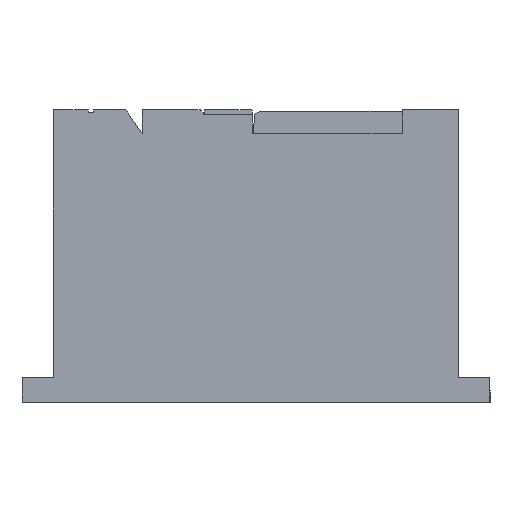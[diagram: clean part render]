
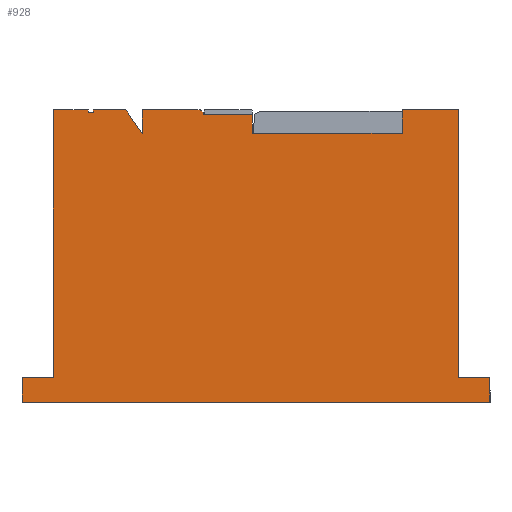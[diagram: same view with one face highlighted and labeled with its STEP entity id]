
A CAD part, left-side view. The second image highlights one B-rep face of the part: STEP entity #928.
In plain terms, the highlighted planar face has unit normal (-1, 0, 0).
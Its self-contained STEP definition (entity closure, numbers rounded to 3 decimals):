
#94=FACE_OUTER_BOUND('',#156,.T.);
#156=EDGE_LOOP('',(#795,#796,#797,#798,#799,#800,#801,#802,#803,#804,#805,
#806,#807,#808,#809,#810,#811,#812,#813,#814,#815,#816,#817,#818,#819,#820,
#821));
#163=VERTEX_POINT('',#16820);
#164=VERTEX_POINT('',#16822);
#168=VERTEX_POINT('',#16831);
#169=VERTEX_POINT('',#16833);
#184=VERTEX_POINT('',#16865);
#185=VERTEX_POINT('',#16867);
#191=VERTEX_POINT('',#16889);
#206=VERTEX_POINT('',#16939);
#207=VERTEX_POINT('',#16941);
#209=VERTEX_POINT('',#16947);
#211=VERTEX_POINT('',#16953);
#213=VERTEX_POINT('',#16959);
#215=VERTEX_POINT('',#16965);
#218=VERTEX_POINT('',#16977);
#219=VERTEX_POINT('',#16981);
#222=VERTEX_POINT('',#16989);
#224=VERTEX_POINT('',#16995);
#226=VERTEX_POINT('',#17001);
#228=VERTEX_POINT('',#17007);
#230=VERTEX_POINT('',#17013);
#232=VERTEX_POINT('',#17019);
#234=VERTEX_POINT('',#17025);
#239=VERTEX_POINT('',#17050);
#257=VERTEX_POINT('',#17094);
#259=VERTEX_POINT('',#17102);
#260=VERTEX_POINT('',#17106);
#269=VERTEX_POINT('',#17128);
#283=EDGE_CURVE('',#164,#163,#6589,.T.);
#288=EDGE_CURVE('',#169,#168,#6594,.T.);
#304=EDGE_CURVE('',#185,#184,#6606,.T.);
#316=EDGE_CURVE('',#184,#191,#6616,.T.);
#337=EDGE_CURVE('',#168,#164,#6632,.T.);
#342=EDGE_CURVE('',#207,#206,#6636,.T.);
#346=EDGE_CURVE('',#206,#209,#6640,.T.);
#349=EDGE_CURVE('',#209,#211,#6643,.T.);
#352=EDGE_CURVE('',#211,#213,#6646,.T.);
#355=EDGE_CURVE('',#213,#215,#6649,.T.);
#356=EDGE_CURVE('',#215,#185,#6650,.T.);
#361=EDGE_CURVE('',#218,#207,#6655,.T.);
#363=EDGE_CURVE('',#219,#218,#6657,.T.);
#367=EDGE_CURVE('',#222,#219,#6661,.T.);
#370=EDGE_CURVE('',#224,#222,#1068,.T.);
#373=EDGE_CURVE('',#226,#224,#6665,.T.);
#376=EDGE_CURVE('',#228,#226,#6668,.T.);
#379=EDGE_CURVE('',#230,#228,#1070,.T.);
#382=EDGE_CURVE('',#232,#230,#6672,.T.);
#385=EDGE_CURVE('',#234,#232,#1072,.T.);
#390=EDGE_CURVE('',#163,#234,#6678,.T.);
#398=EDGE_CURVE('',#239,#169,#6684,.T.);
#421=EDGE_CURVE('',#191,#257,#6702,.T.);
#424=EDGE_CURVE('',#259,#239,#6705,.T.);
#426=EDGE_CURVE('',#260,#259,#6707,.T.);
#438=EDGE_CURVE('',#257,#269,#6719,.T.);
#456=EDGE_CURVE('',#269,#260,#6733,.T.);
#795=ORIENTED_EDGE('',*,*,#421,.T.);
#796=ORIENTED_EDGE('',*,*,#438,.T.);
#797=ORIENTED_EDGE('',*,*,#456,.T.);
#798=ORIENTED_EDGE('',*,*,#426,.T.);
#799=ORIENTED_EDGE('',*,*,#424,.T.);
#800=ORIENTED_EDGE('',*,*,#398,.T.);
#801=ORIENTED_EDGE('',*,*,#288,.T.);
#802=ORIENTED_EDGE('',*,*,#337,.T.);
#803=ORIENTED_EDGE('',*,*,#283,.T.);
#804=ORIENTED_EDGE('',*,*,#390,.T.);
#805=ORIENTED_EDGE('',*,*,#385,.T.);
#806=ORIENTED_EDGE('',*,*,#382,.T.);
#807=ORIENTED_EDGE('',*,*,#379,.T.);
#808=ORIENTED_EDGE('',*,*,#376,.T.);
#809=ORIENTED_EDGE('',*,*,#373,.T.);
#810=ORIENTED_EDGE('',*,*,#370,.T.);
#811=ORIENTED_EDGE('',*,*,#367,.T.);
#812=ORIENTED_EDGE('',*,*,#363,.T.);
#813=ORIENTED_EDGE('',*,*,#361,.T.);
#814=ORIENTED_EDGE('',*,*,#342,.T.);
#815=ORIENTED_EDGE('',*,*,#346,.T.);
#816=ORIENTED_EDGE('',*,*,#349,.T.);
#817=ORIENTED_EDGE('',*,*,#352,.T.);
#818=ORIENTED_EDGE('',*,*,#355,.T.);
#819=ORIENTED_EDGE('',*,*,#356,.T.);
#820=ORIENTED_EDGE('',*,*,#304,.T.);
#821=ORIENTED_EDGE('',*,*,#316,.T.);
#867=PLANE('',#8850);
#928=ADVANCED_FACE('',(#94),#867,.T.);
#1068=CIRCLE('',#8800,0.5);
#1070=CIRCLE('',#8805,0.5);
#1072=CIRCLE('',#8809,0.5);
#6589=LINE('',#16823,#8489);
#6594=LINE('',#16834,#8494);
#6606=LINE('',#16868,#8506);
#6616=LINE('',#16891,#8516);
#6632=LINE('',#16931,#8532);
#6636=LINE('',#16942,#8536);
#6640=LINE('',#16949,#8540);
#6643=LINE('',#16955,#8543);
#6646=LINE('',#16961,#8546);
#6649=LINE('',#16967,#8549);
#6650=LINE('',#16969,#8550);
#6655=LINE('',#16978,#8555);
#6657=LINE('',#16982,#8557);
#6661=LINE('',#16990,#8561);
#6665=LINE('',#17002,#8565);
#6668=LINE('',#17008,#8568);
#6672=LINE('',#17020,#8572);
#6678=LINE('',#17033,#8578);
#6684=LINE('',#17051,#8584);
#6702=LINE('',#17096,#8602);
#6705=LINE('',#17103,#8605);
#6707=LINE('',#17107,#8607);
#6719=LINE('',#17130,#8619);
#6733=LINE('',#17165,#8633);
#8489=VECTOR('',#10860,1.);
#8494=VECTOR('',#10867,1.);
#8506=VECTOR('',#10891,1.);
#8516=VECTOR('',#10915,1.);
#8532=VECTOR('',#10955,1.);
#8536=VECTOR('',#10965,1.);
#8540=VECTOR('',#10971,1.);
#8543=VECTOR('',#10976,1.);
#8546=VECTOR('',#10981,1.);
#8549=VECTOR('',#10986,1.);
#8550=VECTOR('',#10989,1.);
#8555=VECTOR('',#10996,1.);
#8557=VECTOR('',#11000,1.);
#8561=VECTOR('',#11006,1.);
#8565=VECTOR('',#11018,1.);
#8568=VECTOR('',#11023,1.);
#8572=VECTOR('',#11035,1.);
#8578=VECTOR('',#11049,1.);
#8584=VECTOR('',#11071,1.);
#8602=VECTOR('',#11107,1.);
#8605=VECTOR('',#11114,1.);
#8607=VECTOR('',#11118,1.);
#8619=VECTOR('',#11134,1.);
#8633=VECTOR('',#11176,1.);
#8800=AXIS2_PLACEMENT_3D('',#16996,#11012,#11013);
#8805=AXIS2_PLACEMENT_3D('',#17014,#11029,#11030);
#8809=AXIS2_PLACEMENT_3D('',#17026,#11041,#11042);
#8850=AXIS2_PLACEMENT_3D('',#17169,#11183,#11184);
#10860=DIRECTION('',(0.,1.,0.));
#10867=DIRECTION('',(0.,1.,0.));
#10891=DIRECTION('',(0.,1.,0.));
#10915=DIRECTION('',(0.,0.,-1.));
#10955=DIRECTION('',(0.,0.,1.));
#10965=DIRECTION('',(0.,1.,0.));
#10971=DIRECTION('',(0.,0.,-1.));
#10976=DIRECTION('',(0.,1.,0.));
#10981=DIRECTION('',(0.,0.,1.));
#10986=DIRECTION('',(0.,1.,0.));
#10989=DIRECTION('',(0.,0.,-1.));
#10996=DIRECTION('',(0.,0.568,0.823));
#11000=DIRECTION('',(0.,0.,-1.));
#11006=DIRECTION('',(0.,1.,0.));
#11012=DIRECTION('center_axis',(-1.,0.,0.));
#11013=DIRECTION('ref_axis',(0.,-0.705,0.709));
#11018=DIRECTION('',(0.,0.709,0.705));
#11023=DIRECTION('',(0.,0.707,0.707));
#11029=DIRECTION('center_axis',(-1.,0.,0.));
#11030=DIRECTION('ref_axis',(0.,-0.996,0.087));
#11035=DIRECTION('',(0.,0.087,0.996));
#11041=DIRECTION('center_axis',(1.,0.,0.));
#11042=DIRECTION('ref_axis',(0.,0.275,-0.961));
#11049=DIRECTION('',(0.,0.,1.));
#11071=DIRECTION('',(0.,0.,-1.));
#11107=DIRECTION('',(0.,-1.,0.));
#11114=DIRECTION('',(0.,1.,0.));
#11118=DIRECTION('',(0.,0.,1.));
#11134=DIRECTION('',(0.,0.,1.));
#11176=DIRECTION('',(0.,1.,0.));
#11183=DIRECTION('center_axis',(-1.,0.,0.));
#11184=DIRECTION('ref_axis',(0.,0.,1.));
#16820=CARTESIAN_POINT('',(0.,23.009,127.859));
#16822=CARTESIAN_POINT('',(0.,1.62,127.859));
#16823=CARTESIAN_POINT('',(0.,1.62,127.859));
#16831=CARTESIAN_POINT('',(0.,1.62,119.471));
#16833=CARTESIAN_POINT('',(0.,-64.961,119.471));
#16834=CARTESIAN_POINT('',(0.,-64.961,119.471));
#16865=CARTESIAN_POINT('',(0.,104.,11.032));
#16867=CARTESIAN_POINT('',(0.,90.,11.032));
#16868=CARTESIAN_POINT('',(0.,90.,11.032));
#16889=CARTESIAN_POINT('',(0.,104.,0.));
#16891=CARTESIAN_POINT('',(0.,104.,11.032));
#16931=CARTESIAN_POINT('',(0.,1.62,119.471));
#16939=CARTESIAN_POINT('',(0.,72.257,129.909));
#16941=CARTESIAN_POINT('',(0.,57.807,129.909));
#16942=CARTESIAN_POINT('',(0.,57.807,129.909));
#16947=CARTESIAN_POINT('',(0.,72.257,128.709));
#16949=CARTESIAN_POINT('',(0.,72.257,129.909));
#16953=CARTESIAN_POINT('',(0.,74.501,128.709));
#16955=CARTESIAN_POINT('',(0.,72.257,128.709));
#16959=CARTESIAN_POINT('',(0.,74.501,130.));
#16961=CARTESIAN_POINT('',(0.,74.501,128.709));
#16965=CARTESIAN_POINT('',(0.,90.,130.));
#16967=CARTESIAN_POINT('',(0.,74.501,130.));
#16969=CARTESIAN_POINT('',(0.,90.,130.));
#16977=CARTESIAN_POINT('',(0.,50.609,119.475));
#16978=CARTESIAN_POINT('',(0.,50.609,119.475));
#16981=CARTESIAN_POINT('',(0.,50.609,130.));
#16982=CARTESIAN_POINT('',(0.,50.609,130.));
#16989=CARTESIAN_POINT('',(0.,24.882,130.));
#16990=CARTESIAN_POINT('',(0.,24.882,130.));
#16995=CARTESIAN_POINT('',(0.,24.529,129.855));
#16996=CARTESIAN_POINT('Origin',(0.,24.882,129.5));
#17001=CARTESIAN_POINT('',(0.,24.267,129.594));
#17002=CARTESIAN_POINT('',(0.,24.267,129.594));
#17007=CARTESIAN_POINT('',(0.,23.535,128.862));
#17008=CARTESIAN_POINT('',(0.,23.535,128.862));
#17013=CARTESIAN_POINT('',(0.,23.39,128.552));
#17014=CARTESIAN_POINT('Origin',(0.,23.888,128.508));
#17019=CARTESIAN_POINT('',(0.,23.369,128.314));
#17020=CARTESIAN_POINT('',(0.,23.369,128.314));
#17025=CARTESIAN_POINT('',(0.,23.009,127.878));
#17026=CARTESIAN_POINT('Origin',(0.,22.871,128.359));
#17033=CARTESIAN_POINT('',(0.,23.009,127.859));
#17050=CARTESIAN_POINT('',(0.,-64.961,130.));
#17051=CARTESIAN_POINT('',(0.,-64.961,130.));
#17094=CARTESIAN_POINT('',(0.,-104.,0.));
#17096=CARTESIAN_POINT('',(0.,104.,0.));
#17102=CARTESIAN_POINT('',(0.,-90.,130.));
#17103=CARTESIAN_POINT('',(0.,-90.,130.));
#17106=CARTESIAN_POINT('',(0.,-90.,11.032));
#17107=CARTESIAN_POINT('',(0.,-90.,0.));
#17128=CARTESIAN_POINT('',(0.,-104.,11.032));
#17130=CARTESIAN_POINT('',(0.,-104.,0.));
#17165=CARTESIAN_POINT('',(0.,-104.,11.032));
#17169=CARTESIAN_POINT('Origin',(0.,167.,5.516));
